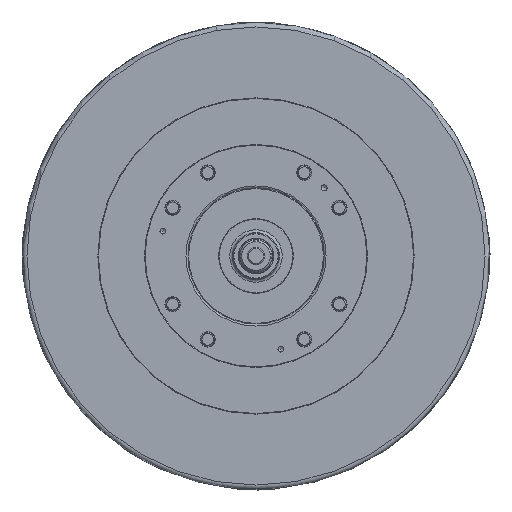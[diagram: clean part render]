
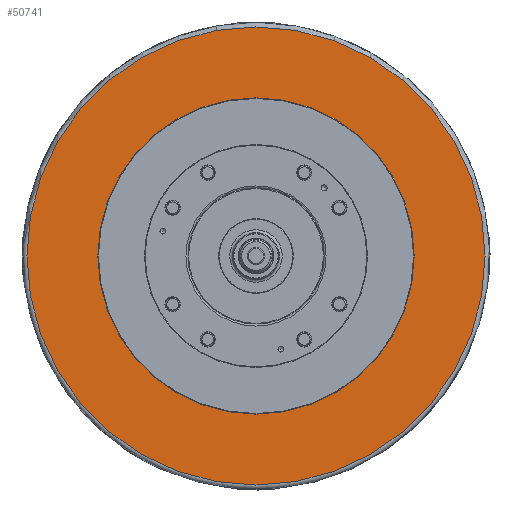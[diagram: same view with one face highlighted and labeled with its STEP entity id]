
A CAD part, left-side view. The second image highlights one B-rep face of the part: STEP entity #50741.
In plain terms, the highlighted planar face has unit normal (-1, 0, 0).
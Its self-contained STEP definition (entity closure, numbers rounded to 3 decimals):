
#1204 = VERTEX_POINT ( 'NONE', #25167 ) ;
#2579 = CARTESIAN_POINT ( 'NONE',  ( 1., 0., 0. ) ) ;
#4624 = EDGE_LOOP ( 'NONE', ( #34131 ) ) ;
#5280 = DIRECTION ( 'NONE',  ( 0., 0., 1. ) ) ;
#7471 = EDGE_CURVE ( 'NONE', #14641, #14641, #8300, .T. ) ;
#8300 = CIRCLE ( 'NONE', #52181, 392.5 ) ;
#11159 = PLANE ( 'NONE',  #62732 ) ;
#14641 = VERTEX_POINT ( 'NONE', #38619 ) ;
#25167 = CARTESIAN_POINT ( 'NONE',  ( 1., 0., -271. ) ) ;
#25395 = AXIS2_PLACEMENT_3D ( 'NONE', #28872, #52833, #76754 ) ;
#28872 = CARTESIAN_POINT ( 'NONE',  ( 1., 0., 0. ) ) ;
#34131 = ORIENTED_EDGE ( 'NONE', *, *, #7471, .T. ) ;
#35131 = CARTESIAN_POINT ( 'NONE',  ( 1., 400., 0. ) ) ;
#38182 = EDGE_CURVE ( 'NONE', #1204, #1204, #59225, .T. ) ;
#38619 = CARTESIAN_POINT ( 'NONE',  ( 1., 0., 392.5 ) ) ;
#41031 = FACE_OUTER_BOUND ( 'NONE', #4624, .T. ) ;
#44610 = DIRECTION ( 'NONE',  ( -1., 0., 0. ) ) ;
#45087 = ORIENTED_EDGE ( 'NONE', *, *, #38182, .T. ) ;
#50189 = EDGE_LOOP ( 'NONE', ( #45087 ) ) ;
#50741 = ADVANCED_FACE ( 'NONE', ( #41031, #64929 ), #11159, .T. ) ;
#52181 = AXIS2_PLACEMENT_3D ( 'NONE', #2579, #44610, #68519 ) ;
#52833 = DIRECTION ( 'NONE',  ( 1., 0., 0. ) ) ;
#59041 = DIRECTION ( 'NONE',  ( -1., 0., 0. ) ) ;
#59225 = CIRCLE ( 'NONE', #25395, 271. ) ;
#62732 = AXIS2_PLACEMENT_3D ( 'NONE', #35131, #59041, #5280 ) ;
#64929 = FACE_BOUND ( 'NONE', #50189, .T. ) ;
#68519 = DIRECTION ( 'NONE',  ( 0., 0., 1. ) ) ;
#76754 = DIRECTION ( 'NONE',  ( 0., 0., -1. ) ) ;
